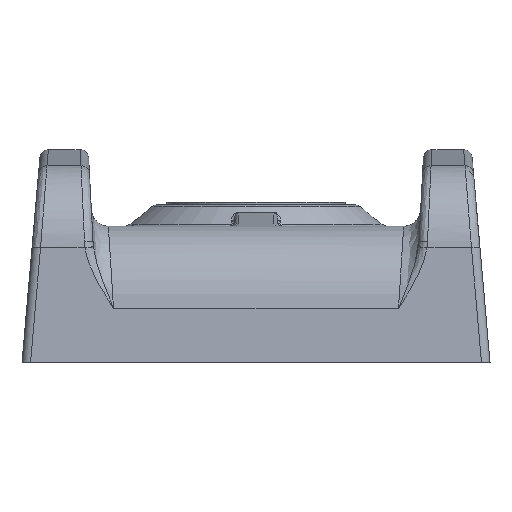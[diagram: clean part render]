
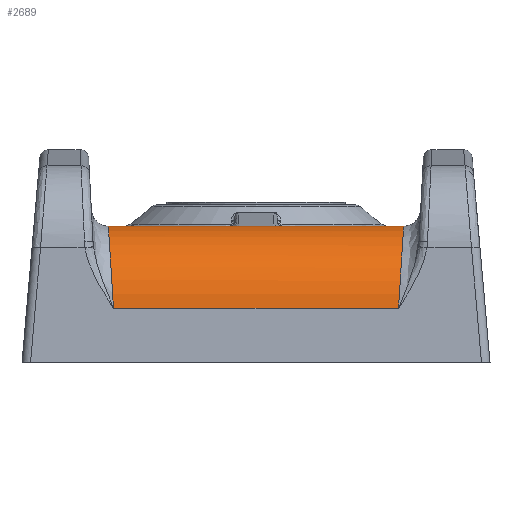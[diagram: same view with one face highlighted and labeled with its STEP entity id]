
A CAD part, front view. The second image highlights one B-rep face of the part: STEP entity #2689.
In plain terms, the highlighted cylindrical face has radius 10 mm (diameter 20 mm), a partial arc.
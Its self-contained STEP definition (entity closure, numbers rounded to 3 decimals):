
#531 = CARTESIAN_POINT ( 'NONE',  ( -17.047, -44.914, 11.156 ) ) ;
#592 = CARTESIAN_POINT ( 'NONE',  ( 17.137, -43.877, 12.586 ) ) ;
#905 = VERTEX_POINT ( 'NONE', #3343 ) ;
#1576 = CARTESIAN_POINT ( 'NONE',  ( -16.745, -46.278, 6.349 ) ) ;
#1645 = VERTEX_POINT ( 'NONE', #8203 ) ;
#1682 = EDGE_LOOP ( 'NONE', ( #7551, #9096, #2056, #4860 ) ) ;
#1706 = EDGE_CURVE ( 'NONE', #1645, #7464, #9337, .T. ) ;
#1850 = CARTESIAN_POINT ( 'NONE',  ( 17.352, -36.284, 16. ) ) ;
#1919 = CARTESIAN_POINT ( 'NONE',  ( 17.352, -36.794, 16. ) ) ;
#2010 = CARTESIAN_POINT ( 'NONE',  ( -17.352, -36.284, 16. ) ) ;
#2056 = ORIENTED_EDGE ( 'NONE', *, *, #7811, .F. ) ;
#2350 = CYLINDRICAL_SURFACE ( 'NONE', #9569, 10. ) ;
#2381 = CARTESIAN_POINT ( 'NONE',  ( 17.56, -36.284, 6. ) ) ;
#2470 = LINE ( 'NONE', #6526, #4319 ) ;
#2689 = ADVANCED_FACE ( 'NONE', ( #7463 ), #2350, .T. ) ;
#2751 = CARTESIAN_POINT ( 'NONE',  ( -16.777, -46.261, 6.854 ) ) ;
#2873 = CARTESIAN_POINT ( 'NONE',  ( 16.947, -45.683, 9.564 ) ) ;
#2982 = DIRECTION ( 'NONE',  ( -1., 0., 0. ) ) ;
#3343 = CARTESIAN_POINT ( 'NONE',  ( -17.352, -36.284, 16. ) ) ;
#3522 = CARTESIAN_POINT ( 'NONE',  ( -17.352, -36.794, 16. ) ) ;
#4171 = CARTESIAN_POINT ( 'NONE',  ( -17.277, -41.144, 14.799 ) ) ;
#4319 = VECTOR ( 'NONE', #9510, 1000. ) ;
#4513 = DIRECTION ( 'NONE',  ( -1., 0., 0. ) ) ;
#4600 = CARTESIAN_POINT ( 'NONE',  ( 17.352, -36.284, 16. ) ) ;
#4692 =( BOUNDED_CURVE ( )  B_SPLINE_CURVE ( 3, ( #7272, #2751, #6470, #8652, #531, #7957, #9489, #4171, #5685, #7243, #3522, #2010 ),
 .UNSPECIFIED., .F., .F. ) 
 B_SPLINE_CURVE_WITH_KNOTS ( ( 4, 1, 1, 1, 1, 1, 1, 1, 1, 4 ),
 ( 0., 0.099, 0.213, 0.328, 0.443, 0.557, 0.672, 0.786, 0.9, 1. ),
 .UNSPECIFIED. ) 
 CURVE ( )  GEOMETRIC_REPRESENTATION_ITEM ( )  RATIONAL_B_SPLINE_CURVE ( ( 1.163, 1.163, 1.163, 1.163, 1.163, 1.163, 1.163, 1.163, 1.163, 1.163, 1.163, 1.163 ) ) 
 REPRESENTATION_ITEM ( '' )  );
#4860 = ORIENTED_EDGE ( 'NONE', *, *, #5520, .T. ) ;
#4945 =( BOUNDED_CURVE ( )  B_SPLINE_CURVE ( 3, ( #1850, #1919, #8026, #5122, #9487, #8750, #592, #8058, #2873, #8784, #6496, #7240 ),
 .UNSPECIFIED., .F., .F. ) 
 B_SPLINE_CURVE_WITH_KNOTS ( ( 4, 1, 1, 1, 1, 1, 1, 1, 1, 4 ),
 ( 0., 0.1, 0.214, 0.328, 0.443, 0.557, 0.672, 0.787, 0.901, 1. ),
 .UNSPECIFIED. ) 
 CURVE ( )  GEOMETRIC_REPRESENTATION_ITEM ( )  RATIONAL_B_SPLINE_CURVE ( ( 1.163, 1.163, 1.163, 1.163, 1.163, 1.163, 1.163, 1.163, 1.163, 1.163, 1.163, 1.163 ) ) 
 REPRESENTATION_ITEM ( '' )  );
#5122 = CARTESIAN_POINT ( 'NONE',  ( 17.321, -39.529, 15.514 ) ) ;
#5278 = DIRECTION ( 'NONE',  ( 0., 0., 1. ) ) ;
#5520 = EDGE_CURVE ( 'NONE', #7091, #905, #2470, .T. ) ;
#5685 = CARTESIAN_POINT ( 'NONE',  ( -17.321, -39.529, 15.514 ) ) ;
#6470 = CARTESIAN_POINT ( 'NONE',  ( -16.845, -46.14, 7.941 ) ) ;
#6496 = CARTESIAN_POINT ( 'NONE',  ( 16.777, -46.261, 6.854 ) ) ;
#6526 = CARTESIAN_POINT ( 'NONE',  ( 0., -36.284, 16. ) ) ;
#7091 = VERTEX_POINT ( 'NONE', #4600 ) ;
#7240 = CARTESIAN_POINT ( 'NONE',  ( 16.745, -46.278, 6.349 ) ) ;
#7243 = CARTESIAN_POINT ( 'NONE',  ( -17.347, -37.889, 15.916 ) ) ;
#7272 = CARTESIAN_POINT ( 'NONE',  ( -16.745, -46.278, 6.349 ) ) ;
#7463 = FACE_OUTER_BOUND ( 'NONE', #1682, .T. ) ;
#7464 = VERTEX_POINT ( 'NONE', #1576 ) ;
#7551 = ORIENTED_EDGE ( 'NONE', *, *, #9504, .F. ) ;
#7811 = EDGE_CURVE ( 'NONE', #7091, #1645, #4945, .T. ) ;
#7816 = VECTOR ( 'NONE', #4513, 1000. ) ;
#7957 = CARTESIAN_POINT ( 'NONE',  ( -17.137, -43.877, 12.586 ) ) ;
#8026 = CARTESIAN_POINT ( 'NONE',  ( 17.347, -37.889, 15.916 ) ) ;
#8058 = CARTESIAN_POINT ( 'NONE',  ( 17.047, -44.914, 11.156 ) ) ;
#8203 = CARTESIAN_POINT ( 'NONE',  ( 16.745, -46.278, 6.349 ) ) ;
#8652 = CARTESIAN_POINT ( 'NONE',  ( -16.947, -45.683, 9.564 ) ) ;
#8750 = CARTESIAN_POINT ( 'NONE',  ( 17.214, -42.609, 13.812 ) ) ;
#8784 = CARTESIAN_POINT ( 'NONE',  ( 16.845, -46.14, 7.941 ) ) ;
#8994 = CARTESIAN_POINT ( 'NONE',  ( 16.745, -46.278, 6.349 ) ) ;
#9096 = ORIENTED_EDGE ( 'NONE', *, *, #1706, .F. ) ;
#9337 = LINE ( 'NONE', #8994, #7816 ) ;
#9487 = CARTESIAN_POINT ( 'NONE',  ( 17.277, -41.144, 14.799 ) ) ;
#9489 = CARTESIAN_POINT ( 'NONE',  ( -17.214, -42.609, 13.812 ) ) ;
#9504 = EDGE_CURVE ( 'NONE', #7464, #905, #4692, .T. ) ;
#9510 = DIRECTION ( 'NONE',  ( -1., 0., 0. ) ) ;
#9569 = AXIS2_PLACEMENT_3D ( 'NONE', #2381, #2982, #5278 ) ;
